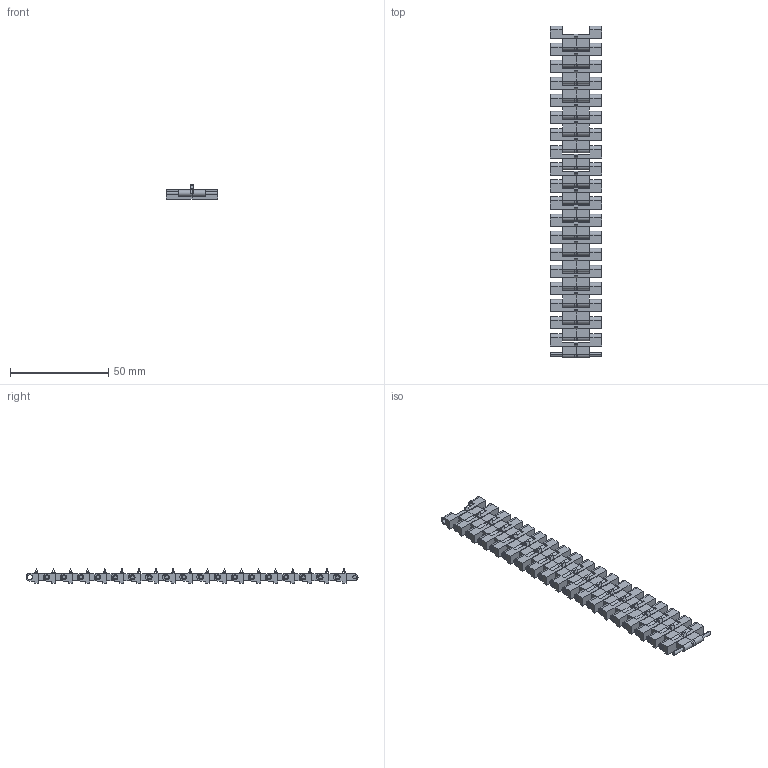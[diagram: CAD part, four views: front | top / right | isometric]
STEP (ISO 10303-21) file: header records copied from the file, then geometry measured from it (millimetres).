
FILE_DESCRIPTION(('TFLEX Exchange Step'),'2;1');
FILE_NAME('.stp', '2022-03-31T12:11:57+03:00',('ilya'),('Unknown organisation'),'TFLEX Exchange 2022.0','T-FLEX CAD','Unknown authorisation');
FILE_SCHEMA( ('AUTOMOTIVE_DESIGN { 1 0 10303 214 1 1 1 1 }') );
Length unit declared in the file: millimetre
Products named in the file (2): Трак звено ; гусля
Assembly tree (19 placements, depth 2):
  гусля
    Трак звено   x19
Bounding box: 26 x 169 x 7.25 mm (x, y, z)
Volume: 13609.7 mm3; surface area: 19117.7 mm2
Topology: 80 solids, 80 shells, 1000 faces, 2400 edges, 1600 vertices
Faces by surface type: plane 700, cylinder 300
Entity records: 1776 total; most frequent: DIRECTION 290, CARTESIAN_POINT 270, ORIENTED_EDGE 240, EDGE_CURVE 120, AXIS2_PLACEMENT_3D 100, VECTOR 90, LINE 90, VERTEX_POINT 80
